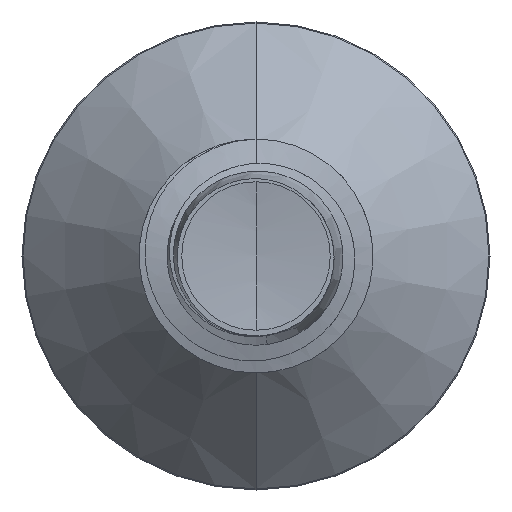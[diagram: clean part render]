
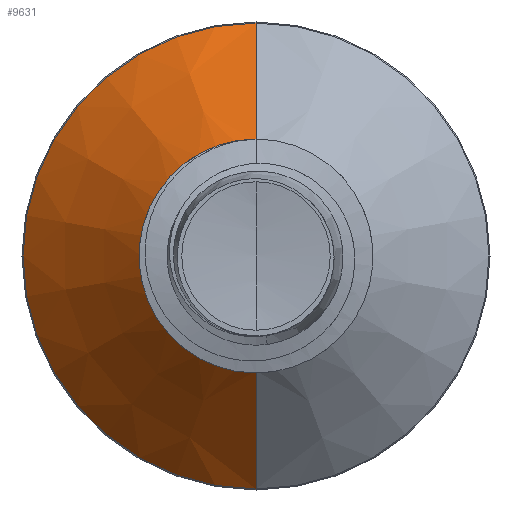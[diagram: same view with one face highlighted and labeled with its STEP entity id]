
A CAD part, front view. The second image highlights one B-rep face of the part: STEP entity #9631.
In plain terms, the highlighted conical face has half-angle 45 degrees and reference radius 1.08 mm.
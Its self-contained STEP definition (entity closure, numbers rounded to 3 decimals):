
#92 = DIRECTION ( 'NONE',  ( 0., 0., 1. ) ) ;
#105 = VERTEX_POINT ( 'NONE', #4355 ) ;
#107 = DIRECTION ( 'NONE',  ( 0., 1., 0. ) ) ;
#112 = CARTESIAN_POINT ( 'NONE',  ( 0., 1.53, 0. ) ) ;
#268 = CIRCLE ( 'NONE', #4612, 2.19 ) ;
#312 = CARTESIAN_POINT ( 'NONE',  ( 0., 2.64, -2.19 ) ) ;
#443 = CARTESIAN_POINT ( 'NONE',  ( 0., 2.64, 0. ) ) ;
#1507 = DIRECTION ( 'NONE',  ( 0., 0., 1. ) ) ;
#1693 = DIRECTION ( 'NONE',  ( 0., 0.707, 0.707 ) ) ;
#3141 = DIRECTION ( 'NONE',  ( 0., 0.707, -0.707 ) ) ;
#3356 = CARTESIAN_POINT ( 'NONE',  ( 0., 1.53, -1.08 ) ) ;
#3847 = VERTEX_POINT ( 'NONE', #5110 ) ;
#3884 = CARTESIAN_POINT ( 'NONE',  ( 0., 1.53, 1.08 ) ) ;
#4246 = VERTEX_POINT ( 'NONE', #312 ) ;
#4311 = EDGE_CURVE ( 'NONE', #105, #3847, #8516, .T. ) ;
#4355 = CARTESIAN_POINT ( 'NONE',  ( 0., 1.53, -1.08 ) ) ;
#4486 = EDGE_CURVE ( 'NONE', #105, #4246, #7375, .T. ) ;
#4612 = AXIS2_PLACEMENT_3D ( 'NONE', #443, #7090, #1507 ) ;
#5071 = ORIENTED_EDGE ( 'NONE', *, *, #9145, .F. ) ;
#5110 = CARTESIAN_POINT ( 'NONE',  ( 0., 1.53, 1.08 ) ) ;
#5280 = CONICAL_SURFACE ( 'NONE', #6067, 1.08, 0.785 ) ;
#5390 = CARTESIAN_POINT ( 'NONE',  ( 0., 1.53, 0. ) ) ;
#5548 = FACE_OUTER_BOUND ( 'NONE', #8358, .T. ) ;
#5966 = ORIENTED_EDGE ( 'NONE', *, *, #4486, .F. ) ;
#6023 = LINE ( 'NONE', #3884, #9856 ) ;
#6067 = AXIS2_PLACEMENT_3D ( 'NONE', #5390, #7798, #8592 ) ;
#6933 = ORIENTED_EDGE ( 'NONE', *, *, #10635, .T. ) ;
#7090 = DIRECTION ( 'NONE',  ( 0., 1., 0. ) ) ;
#7261 = VECTOR ( 'NONE', #3141, 1000. ) ;
#7375 = LINE ( 'NONE', #3356, #7261 ) ;
#7798 = DIRECTION ( 'NONE',  ( 0., 1., 0. ) ) ;
#7818 = CARTESIAN_POINT ( 'NONE',  ( 0., 2.64, 2.19 ) ) ;
#8247 = VERTEX_POINT ( 'NONE', #7818 ) ;
#8358 = EDGE_LOOP ( 'NONE', ( #5966, #10509, #6933, #5071 ) ) ;
#8516 = CIRCLE ( 'NONE', #8990, 1.08 ) ;
#8592 = DIRECTION ( 'NONE',  ( 0., 0., 1. ) ) ;
#8990 = AXIS2_PLACEMENT_3D ( 'NONE', #112, #107, #92 ) ;
#9145 = EDGE_CURVE ( 'NONE', #4246, #8247, #268, .T. ) ;
#9631 = ADVANCED_FACE ( 'NONE', ( #5548 ), #5280, .T. ) ;
#9856 = VECTOR ( 'NONE', #1693, 1000. ) ;
#10509 = ORIENTED_EDGE ( 'NONE', *, *, #4311, .T. ) ;
#10635 = EDGE_CURVE ( 'NONE', #3847, #8247, #6023, .T. ) ;
